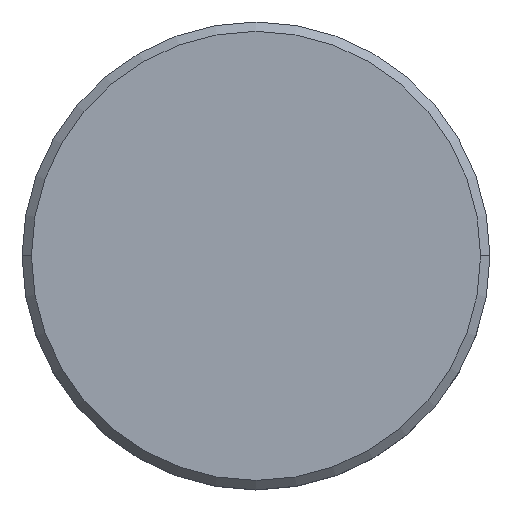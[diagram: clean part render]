
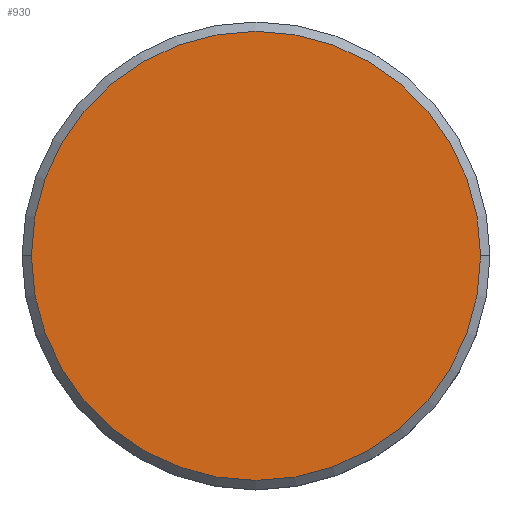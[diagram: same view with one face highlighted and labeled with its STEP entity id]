
A CAD part, top view. The second image highlights one B-rep face of the part: STEP entity #930.
In plain terms, the highlighted planar face has unit normal (0, 0, 1).
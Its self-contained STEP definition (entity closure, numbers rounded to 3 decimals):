
#16 = ORIENTED_EDGE ( 'NONE', *, *, #155, .T. ) ;
#85 = CIRCLE ( 'NONE', #270, 12. ) ;
#93 = CARTESIAN_POINT ( 'NONE',  ( 0., 0., 0. ) ) ;
#130 = FACE_OUTER_BOUND ( 'NONE', #1000, .T. ) ;
#155 = EDGE_CURVE ( 'NONE', #770, #643, #85, .T. ) ;
#188 = DIRECTION ( 'NONE',  ( 1., 0., 0. ) ) ;
#222 = CARTESIAN_POINT ( 'NONE',  ( 0., 0., 0. ) ) ;
#266 = DIRECTION ( 'NONE',  ( 0., 0., 1. ) ) ;
#270 = AXIS2_PLACEMENT_3D ( 'NONE', #912, #353, #188 ) ;
#353 = DIRECTION ( 'NONE',  ( 0., 0., 1. ) ) ;
#359 = DIRECTION ( 'NONE',  ( 1., 0., 0. ) ) ;
#388 = CARTESIAN_POINT ( 'NONE',  ( -12., 0., 0. ) ) ;
#430 = AXIS2_PLACEMENT_3D ( 'NONE', #222, #703, #1044 ) ;
#496 = EDGE_CURVE ( 'NONE', #643, #770, #581, .T. ) ;
#500 = CARTESIAN_POINT ( 'NONE',  ( 12., 0., 0. ) ) ;
#581 = CIRCLE ( 'NONE', #1020, 12. ) ;
#643 = VERTEX_POINT ( 'NONE', #500 ) ;
#694 = ORIENTED_EDGE ( 'NONE', *, *, #496, .T. ) ;
#703 = DIRECTION ( 'NONE',  ( 0., 0., 1. ) ) ;
#770 = VERTEX_POINT ( 'NONE', #388 ) ;
#912 = CARTESIAN_POINT ( 'NONE',  ( 0., 0., 0. ) ) ;
#930 = ADVANCED_FACE ( 'NONE', ( #130 ), #1144, .T. ) ;
#1000 = EDGE_LOOP ( 'NONE', ( #16, #694 ) ) ;
#1020 = AXIS2_PLACEMENT_3D ( 'NONE', #93, #266, #359 ) ;
#1044 = DIRECTION ( 'NONE',  ( 1., 0., 0. ) ) ;
#1144 = PLANE ( 'NONE',  #430 ) ;
